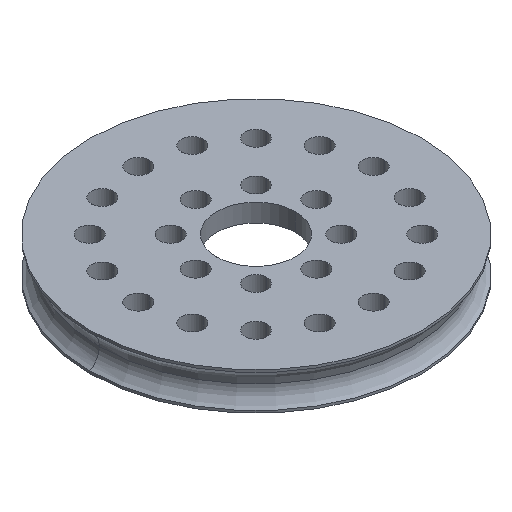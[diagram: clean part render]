
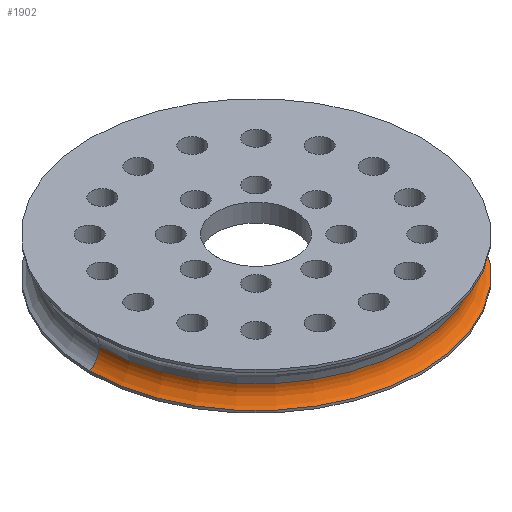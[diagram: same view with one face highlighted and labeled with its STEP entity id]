
A CAD part, isometric view. The second image highlights one B-rep face of the part: STEP entity #1902.
In plain terms, the highlighted toroidal (fillet/blend) face has major radius 28.516 mm and minor radius 3.116 mm.
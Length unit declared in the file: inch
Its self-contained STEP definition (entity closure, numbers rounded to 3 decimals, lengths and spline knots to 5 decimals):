
#13 = CIRCLE ( 'NONE', #2221, 0.12266 ) ;
#43 = VERTEX_POINT ( 'NONE', #2101 ) ;
#58 = DIRECTION ( 'NONE',  ( -1., 0., 0. ) ) ;
#97 = CARTESIAN_POINT ( 'NONE',  ( 1.05925, 0., -0.105 ) ) ;
#145 = FACE_OUTER_BOUND ( 'NONE', #2145, .T. ) ;
#151 = VERTEX_POINT ( 'NONE', #568 ) ;
#159 = EDGE_CURVE ( 'NONE', #2188, #151, #171, .T. ) ;
#171 = CIRCLE ( 'NONE', #1767, 1.05925 ) ;
#265 = DIRECTION ( 'NONE',  ( 0., 0., -1. ) ) ;
#270 = ORIENTED_EDGE ( 'NONE', *, *, #883, .T. ) ;
#271 = DIRECTION ( 'NONE',  ( 0., -1., 0. ) ) ;
#398 = ORIENTED_EDGE ( 'NONE', *, *, #159, .F. ) ;
#443 = DIRECTION ( 'NONE',  ( -1., 0., 0. ) ) ;
#448 = DIRECTION ( 'NONE',  ( 0., 0., -1. ) ) ;
#449 = CARTESIAN_POINT ( 'NONE',  ( -1.12266, 0., 0. ) ) ;
#451 = CARTESIAN_POINT ( 'NONE',  ( 0., 0., -0.105 ) ) ;
#525 = EDGE_CURVE ( 'NONE', #2188, #43, #1193, .T. ) ;
#568 = CARTESIAN_POINT ( 'NONE',  ( -1.05925, 0., -0.105 ) ) ;
#597 = CIRCLE ( 'NONE', #1117, 1. ) ;
#632 = DIRECTION ( 'NONE',  ( -1., 0., 0. ) ) ;
#639 = DIRECTION ( 'NONE',  ( 0., 0., -1. ) ) ;
#668 = ORIENTED_EDGE ( 'NONE', *, *, #1951, .F. ) ;
#860 = CARTESIAN_POINT ( 'NONE',  ( -1., 0., 0. ) ) ;
#883 = EDGE_CURVE ( 'NONE', #43, #1758, #597, .T. ) ;
#987 = CARTESIAN_POINT ( 'NONE',  ( 0., 0., 0. ) ) ;
#999 = CARTESIAN_POINT ( 'NONE',  ( 1.12266, 0., 0. ) ) ;
#1010 = TOROIDAL_SURFACE ( 'NONE', #2006, 1.12266, 0.12266 ) ;
#1027 = DIRECTION ( 'NONE',  ( 0., 1., 0. ) ) ;
#1032 = DIRECTION ( 'NONE',  ( -1., 0., 0. ) ) ;
#1117 = AXIS2_PLACEMENT_3D ( 'NONE', #2066, #1900, #58 ) ;
#1193 = CIRCLE ( 'NONE', #2177, 0.12266 ) ;
#1758 = VERTEX_POINT ( 'NONE', #860 ) ;
#1767 = AXIS2_PLACEMENT_3D ( 'NONE', #451, #448, #443 ) ;
#1900 = DIRECTION ( 'NONE',  ( 0., 0., -1. ) ) ;
#1902 = ADVANCED_FACE ( 'NONE', ( #145 ), #1010, .F. ) ;
#1951 = EDGE_CURVE ( 'NONE', #151, #1758, #13, .T. ) ;
#2003 = ORIENTED_EDGE ( 'NONE', *, *, #525, .T. ) ;
#2006 = AXIS2_PLACEMENT_3D ( 'NONE', #987, #639, #632 ) ;
#2066 = CARTESIAN_POINT ( 'NONE',  ( 0., 0., 0. ) ) ;
#2101 = CARTESIAN_POINT ( 'NONE',  ( 1., 0., 0. ) ) ;
#2145 = EDGE_LOOP ( 'NONE', ( #2003, #270, #668, #398 ) ) ;
#2177 = AXIS2_PLACEMENT_3D ( 'NONE', #999, #1027, #1032 ) ;
#2188 = VERTEX_POINT ( 'NONE', #97 ) ;
#2221 = AXIS2_PLACEMENT_3D ( 'NONE', #449, #271, #265 ) ;
